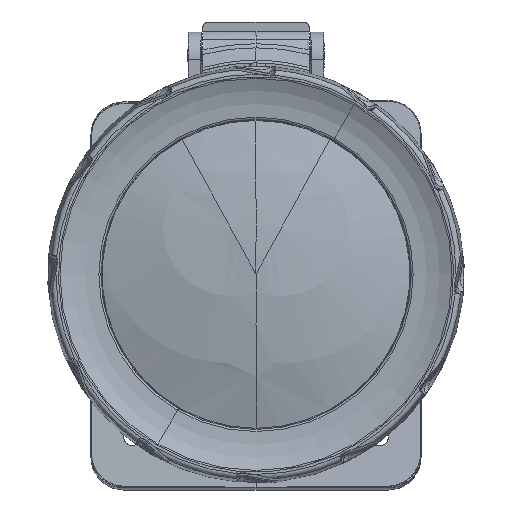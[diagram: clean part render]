
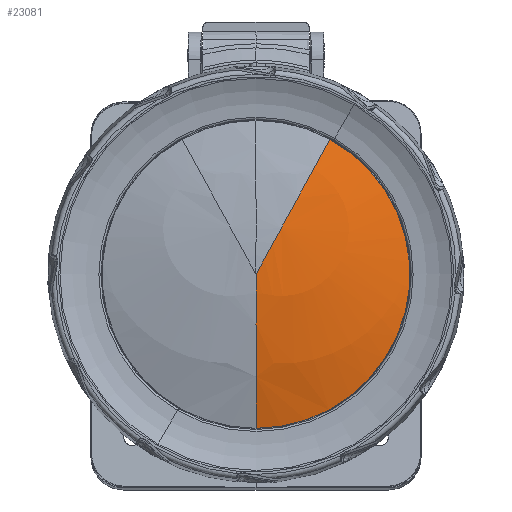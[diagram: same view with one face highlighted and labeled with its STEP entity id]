
A CAD part, front view. The second image highlights one B-rep face of the part: STEP entity #23081.
In plain terms, the highlighted spherical face has radius 131.948 mm.
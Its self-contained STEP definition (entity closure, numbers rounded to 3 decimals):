
#3516=CARTESIAN_POINT('',(0.,-10.294,0.));
#3517=DIRECTION('',(0.,1.,0.));
#3518=DIRECTION('',(0.479,0.,0.878));
#3519=AXIS2_PLACEMENT_3D('',#3516,#3517,#3518);
#3526=CARTESIAN_POINT('',(0.,116.268,0.));
#3527=DIRECTION('',(0.878,0.,-0.479));
#3528=DIRECTION('',(0.046,-0.995,0.085));
#3529=AXIS2_PLACEMENT_3D('',#3526,#3527,#3528);
#3531=CARTESIAN_POINT('',(0.,116.268,0.));
#3532=DIRECTION('',(0.878,0.,-0.479));
#3533=DIRECTION('',(0.136,-0.959,0.248));
#3534=AXIS2_PLACEMENT_3D('',#3531,#3532,#3533);
#3536=CARTESIAN_POINT('',(0.,-15.68,0.));
#3537=CARTESIAN_POINT('',(-0.001,-15.68,
-0.408));
#3538=CARTESIAN_POINT('',(0.,-15.676,
-1.273));
#3539=CARTESIAN_POINT('',(0.,-15.655,
-2.691));
#3540=CARTESIAN_POINT('',(0.,-15.613,
-4.319));
#3541=CARTESIAN_POINT('',(0.,-15.54,
-6.176));
#3542=CARTESIAN_POINT('',(0.,-15.426,
-8.289));
#3543=CARTESIAN_POINT('',(0.,-15.255,
-10.68));
#3544=CARTESIAN_POINT('',(0.,-15.011,
-13.371));
#3545=CARTESIAN_POINT('',(0.,-14.672,
-16.38));
#3546=CARTESIAN_POINT('',(0.,-14.213,
-19.727));
#3547=CARTESIAN_POINT('',(0.,-13.603,
-23.433));
#3548=CARTESIAN_POINT('',(0.,-12.798,
-27.545));
#3549=CARTESIAN_POINT('',(0.,-11.746,
-32.109));
#3550=CARTESIAN_POINT('',(0.,-10.821,
-35.526));
#3551=CARTESIAN_POINT('',(0.,-10.294,-37.315));
#16484=CARTESIAN_POINT('',(17.89,-10.294,
32.747));
#16485=CARTESIAN_POINT('',(6.128,-15.059,
11.217));
#16486=VERTEX_POINT('',#16484);
#16487=VERTEX_POINT('',#16485);
#16541=VERTEX_POINT('',#3536);
#16542=VERTEX_POINT('',#3551);
#23067=CARTESIAN_POINT('',(0.,116.268,0.));
#23068=DIRECTION('',(-0.046,0.995,-0.085));
#23069=DIRECTION('',(-0.477,-0.097,-0.873));
#23070=AXIS2_PLACEMENT_3D('',#23067,#23068,#23069);
#23071=SPHERICAL_SURFACE('',#23070,131.948);
#23073=ORIENTED_EDGE('',*,*,#23072,.F.);
#23075=ORIENTED_EDGE('',*,*,#23074,.F.);
#23077=ORIENTED_EDGE('',*,*,#23076,.F.);
#23078=ORIENTED_EDGE('',*,*,#23059,.T.);
#23079=EDGE_LOOP('',(#23073,#23075,#23077,#23078));
#23080=FACE_OUTER_BOUND('',#23079,.F.);
#23081=ADVANCED_FACE('',(#23080),#23071,.T.);
#3520=CIRCLE('',#3519,37.315);
#3530=CIRCLE('',#3529,131.948);
#3535=CIRCLE('',#3534,131.948);
#3552=B_SPLINE_CURVE_WITH_KNOTS('',3,(#3536,#3537,#3538,#3539,#3540,#3541,#3542,
#3543,#3544,#3545,#3546,#3547,#3548,#3549,#3550,#3551),.UNSPECIFIED.,.F.,.F.,(4,
1,1,1,1,1,1,1,1,1,1,1,1,4),(0.,0.077,0.154,
0.231,0.308,0.385,0.462,
0.538,0.615,0.692,0.769,
0.846,0.923,1.),.UNSPECIFIED.);
#23059=EDGE_CURVE('',#16486,#16542,#3520,.T.);
#23072=EDGE_CURVE('',#16541,#16542,#3552,.T.);
#23074=EDGE_CURVE('',#16487,#16541,#3530,.T.);
#23076=EDGE_CURVE('',#16486,#16487,#3535,.T.);
